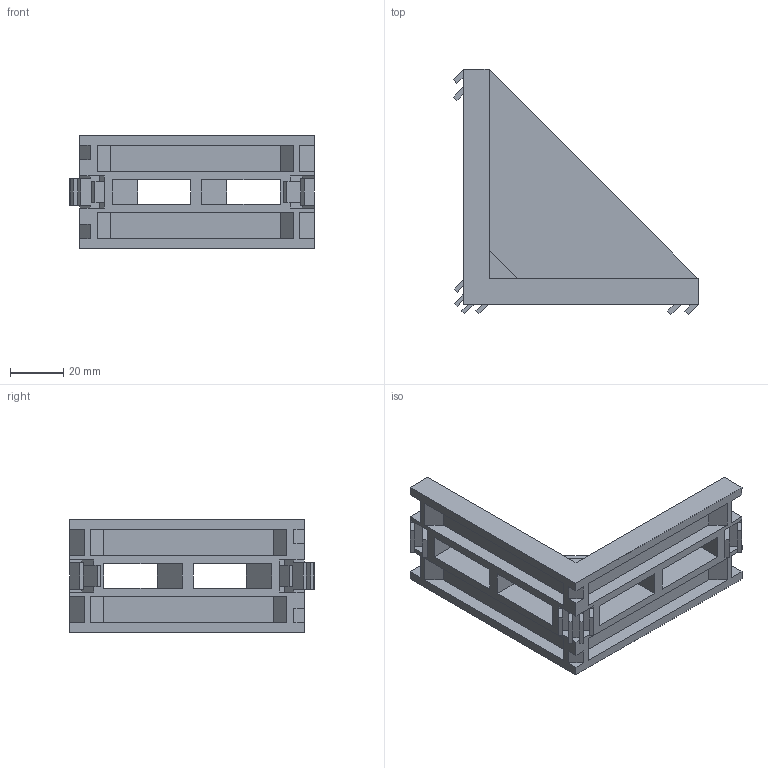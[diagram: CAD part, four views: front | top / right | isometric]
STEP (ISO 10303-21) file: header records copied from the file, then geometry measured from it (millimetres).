
FILE_DESCRIPTION (( 'STEP AP214' ), '1' );
FILE_NAME ('Óãîëîê 42õ88õ88 8-10 ïàç.STEP', '2022-04-29T08:52:45', ( 'user' ), ( '' ), 'SwSTEP 2.0', 'SolidWorks 2022', '' );
FILE_SCHEMA (( 'AUTOMOTIVE_DESIGN' ));
Length unit declared in the file: millimetre
Products named in the file (1): Óãîëîê 42õ88õ88 8-10 ïàç
Bounding box: 91.82 x 91.82 x 42 mm (x, y, z)
Volume: 62106.6 mm3; surface area: 28950.1 mm2
Topology: 1 solids, 1 shells, 130 faces, 346 edges, 222 vertices
Faces by surface type: plane 130
Entity records: 3972 total; most frequent: CARTESIAN_POINT 699, ORIENTED_EDGE 692, DIRECTION 608, LINE 346, EDGE_CURVE 346, VECTOR 346, VERTEX_POINT 222, EDGE_LOOP 142
